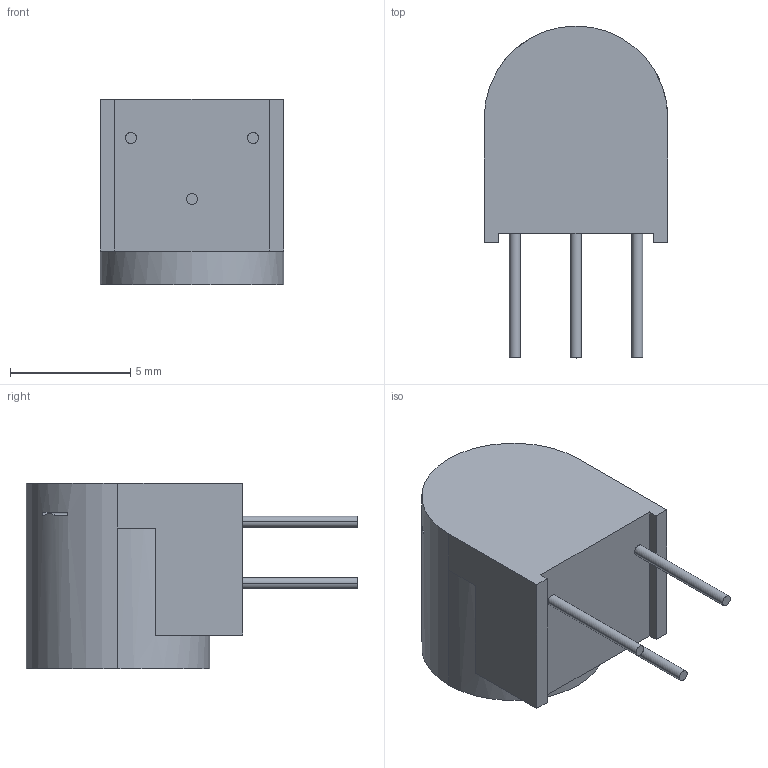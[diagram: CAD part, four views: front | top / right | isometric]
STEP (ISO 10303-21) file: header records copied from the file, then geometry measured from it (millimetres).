
FILE_DESCRIPTION((''),'2;1');
FILE_NAME('M3339_COVERASM1_ASM','2016-08-23T',('minhn'),('Bourns, Inc.'),'CREO PARAMETRIC BY PTC INC, 2016050','CREO PARAMETRIC BY PTC INC, 2016050','');
FILE_SCHEMA(('CONFIG_CONTROL_DESIGN'));
Length unit declared in the file: inch
Products named in the file (2): M3339_COVERMOLDED1; M3339_COVERASM1_ASM
Assembly tree (1 placements, depth 2):
  M3339_COVERASM1_ASM
    M3339_COVERMOLDED1
Bounding box: 7.62 x 13.78 x 7.7 mm (x, y, z)
Volume: 420.8 mm3; surface area: 476.5 mm2
Topology: 1 solids, 2 shells, 114 faces, 289 edges, 190 vertices
Faces by surface type: plane 80, cylinder 32, cone 2
Entity records: 3595 total; most frequent: CARTESIAN_POINT 753, ORIENTED_EDGE 578, DIRECTION 571, EDGE_CURVE 289, AXIS2_PLACEMENT_3D 193, VERTEX_POINT 190, VECTOR 185, LINE 185
